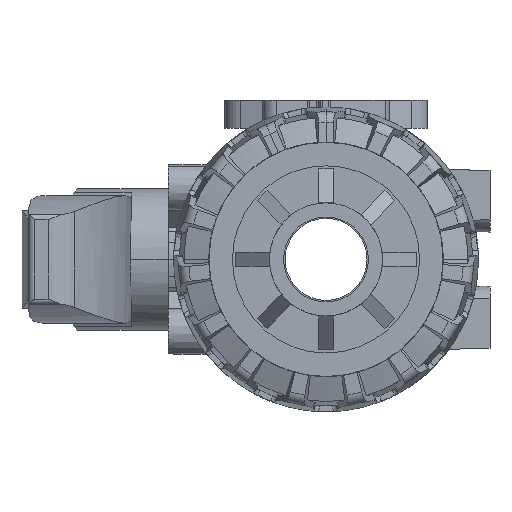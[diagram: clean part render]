
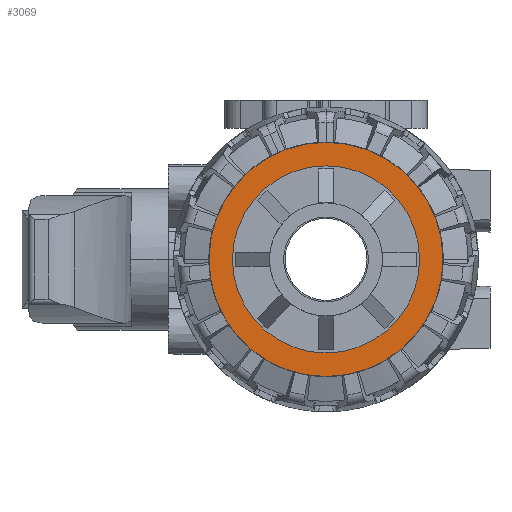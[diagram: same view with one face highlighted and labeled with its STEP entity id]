
A CAD part, left-side view. The second image highlights one B-rep face of the part: STEP entity #3069.
In plain terms, the highlighted planar face has unit normal (-1, 0, 0).
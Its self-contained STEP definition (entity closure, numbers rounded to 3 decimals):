
#3069=ADVANCED_FACE('',(#6792,#6793),#6794,.T.);
#6792=FACE_BOUND('',#11285,.T.);
#6793=FACE_OUTER_BOUND('',#11286,.T.);
#6794=PLANE('',#11287);
#11285=EDGE_LOOP('',(#20619,#20620));
#11286=EDGE_LOOP('',(#20621,#20622));
#11287=AXIS2_PLACEMENT_3D('',#20623,#20624,#20625);
#20619=ORIENTED_EDGE('',*,*,#28079,.T.);
#20620=ORIENTED_EDGE('',*,*,#29077,.T.);
#20621=ORIENTED_EDGE('',*,*,#29547,.T.);
#20622=ORIENTED_EDGE('',*,*,#28022,.T.);
#20623=CARTESIAN_POINT('',(-42.5,-10.35,0.0));
#20624=DIRECTION('',(-1.0,0.0,0.0));
#20625=DIRECTION('',(0.0,1.0,0.0));
#28022=EDGE_CURVE('',#33976,#33974,#33977,.T.);
#28079=EDGE_CURVE('',#34075,#34079,#34081,.T.);
#29077=EDGE_CURVE('',#34079,#34075,#35525,.T.);
#29547=EDGE_CURVE('',#33974,#33976,#36242,.T.);
#33974=VERTEX_POINT('',#43250);
#33976=VERTEX_POINT('',#43253);
#33977=CIRCLE('',#43254,20.7);
#34075=VERTEX_POINT('',#43388);
#34079=VERTEX_POINT('',#43393);
#34081=CIRCLE('',#43396,16.55);
#35525=CIRCLE('',#46542,16.55);
#36242=CIRCLE('',#48441,20.7);
#43250=CARTESIAN_POINT('',(-42.5,-20.7,0.0));
#43253=CARTESIAN_POINT('',(-42.5,20.7,0.));
#43254=AXIS2_PLACEMENT_3D('',#58369,#58370,#58371);
#43388=CARTESIAN_POINT('',(-42.5,-16.55,0.0));
#43393=CARTESIAN_POINT('',(-42.5,16.55,0.));
#43396=AXIS2_PLACEMENT_3D('',#58497,#58498,#58499);
#46542=AXIS2_PLACEMENT_3D('',#59537,#59538,#59539);
#48441=AXIS2_PLACEMENT_3D('',#59993,#59994,#59995);
#58369=CARTESIAN_POINT('',(-42.5,0.0,0.0));
#58370=DIRECTION('',(-1.0,0.0,0.0));
#58371=DIRECTION('',(0.0,-1.0,0.0));
#58497=CARTESIAN_POINT('',(-42.5,0.0,0.0));
#58498=DIRECTION('',(1.0,0.,0.0));
#58499=DIRECTION('',(0.,-1.0,0.0));
#59537=CARTESIAN_POINT('',(-42.5,0.0,0.0));
#59538=DIRECTION('',(1.0,0.,0.0));
#59539=DIRECTION('',(0.,-1.0,0.0));
#59993=CARTESIAN_POINT('',(-42.5,0.0,0.0));
#59994=DIRECTION('',(-1.0,0.0,0.0));
#59995=DIRECTION('',(0.0,-1.0,0.0));
